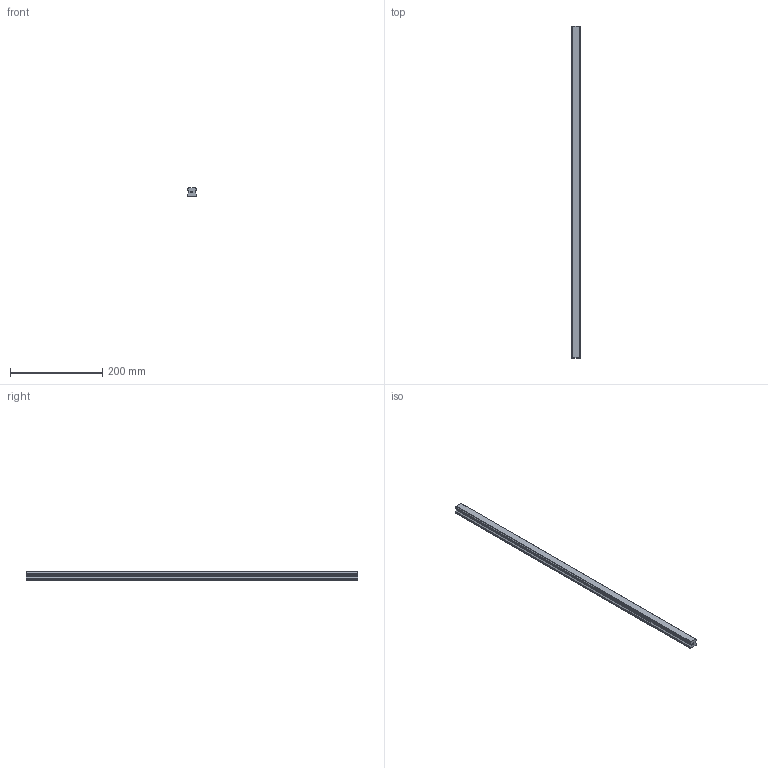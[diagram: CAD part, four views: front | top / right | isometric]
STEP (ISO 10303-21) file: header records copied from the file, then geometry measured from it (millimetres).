
FILE_DESCRIPTION(('STEP AP214'),'1');
FILE_NAME('cctmp_44F935D1-6909-4EFF-8C88-B2EDE5EE7774_2021_01_22_13_14_28_0077..stp','2021-01-22T12:14:28',('HIWIN GmbH'),('CADClick - www.CADClick.com'),'Spatial InterOp 3D',' ','unknown authorization');
FILE_SCHEMA(('AUTOMOTIVE_DESIGN'));
Length unit declared in the file: millimetre
Products named in the file (1): HGR20T720C_FILE
Bounding box: 20 x 720 x 17.5 mm (x, y, z)
Volume: 212653.3 mm3; surface area: 57838.1 mm2
Topology: 1 solids, 1 shells, 155 faces, 423 edges, 262 vertices
Faces by surface type: plane 85, cylinder 46, cone 24
Entity records: 5953 total; most frequent: CARTESIAN_POINT 817, DIRECTION 803, ORIENTED_EDGE 798, EDGE_CURVE 399, LINE 307, VECTOR 307, VERTEX_POINT 262, AXIS2_PLACEMENT_3D 248
